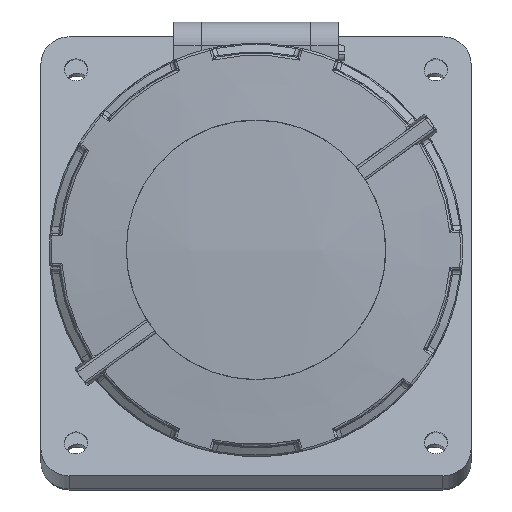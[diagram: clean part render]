
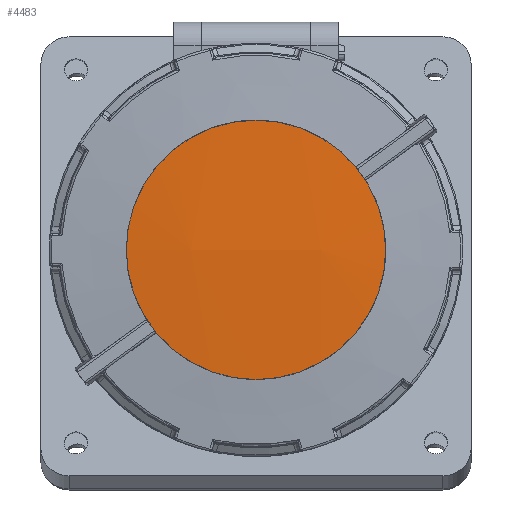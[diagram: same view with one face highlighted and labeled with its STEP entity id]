
A CAD part, top view. The second image highlights one B-rep face of the part: STEP entity #4483.
In plain terms, the highlighted spherical face has radius 350.578 mm.
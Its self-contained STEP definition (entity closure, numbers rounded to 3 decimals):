
#731 = EDGE_CURVE ( 'NONE', #3826, #3826, #13417, .T. ) ;
#2385 = DIRECTION ( 'NONE',  ( 0., 0., -1. ) ) ;
#3826 = VERTEX_POINT ( 'NONE', #5385 ) ;
#4483 = ADVANCED_FACE ( 'NONE', ( #14732 ), #17749, .T. ) ;
#4804 = AXIS2_PLACEMENT_3D ( 'NONE', #11926, #11541, #17468 ) ;
#5123 = EDGE_LOOP ( 'NONE', ( #14225 ) ) ;
#5385 = CARTESIAN_POINT ( 'NONE',  ( -27.75, 0., 18.9 ) ) ;
#8409 = DIRECTION ( 'NONE',  ( -1., 0., 0. ) ) ;
#11541 = DIRECTION ( 'NONE',  ( 0., 1., 0. ) ) ;
#11926 = CARTESIAN_POINT ( 'NONE',  ( 0., 0., -330.578 ) ) ;
#12730 = CARTESIAN_POINT ( 'NONE',  ( 0., 0., 18.9 ) ) ;
#13417 = CIRCLE ( 'NONE', #15900, 27.75 ) ;
#14225 = ORIENTED_EDGE ( 'NONE', *, *, #731, .F. ) ;
#14732 = FACE_OUTER_BOUND ( 'NONE', #5123, .T. ) ;
#15900 = AXIS2_PLACEMENT_3D ( 'NONE', #12730, #2385, #8409 ) ;
#17468 = DIRECTION ( 'NONE',  ( -1., 0., 0. ) ) ;
#17749 = SPHERICAL_SURFACE ( 'NONE', #4804, 350.578 ) ;
